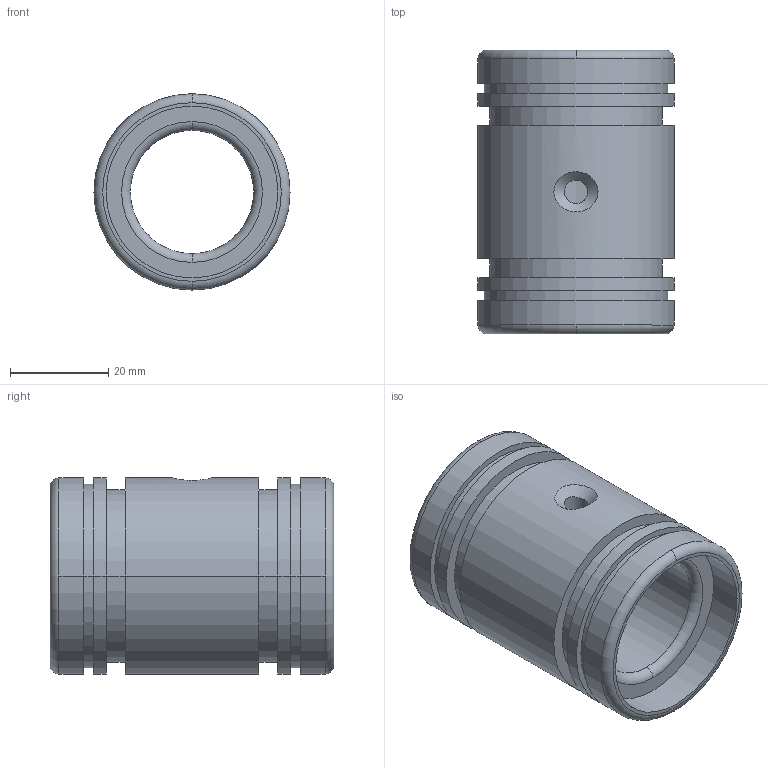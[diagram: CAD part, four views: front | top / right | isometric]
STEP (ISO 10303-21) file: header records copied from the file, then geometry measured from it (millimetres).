
FILE_DESCRIPTION((''),'2;1');
FILE_NAME('L25.stp','2015-04-24T15:23:39',('pfALLON'),(''),'Autodesk Inventor (tm) 5.3','Autodesk Inventor (tm) 5.3','');
FILE_SCHEMA(('CONFIG_CONTROL_DESIGN'));
Length unit declared in the file: inch
Products named in the file (1): L25
Bounding box: 39.94 x 57.75 x 39.94 mm (x, y, z)
Volume: 33884.6 mm3; surface area: 15184 mm2
Topology: 1 solids, 1 shells, 55 faces, 132 edges, 89 vertices
Faces by surface type: cylinder 30, torus 12, plane 12, bspline 1
Entity records: 1897 total; most frequent: CARTESIAN_POINT 418, DIRECTION 332, ORIENTED_EDGE 264, AXIS2_PLACEMENT_3D 151, EDGE_CURVE 132, CIRCLE 96, VERTEX_POINT 89, EDGE_LOOP 69
